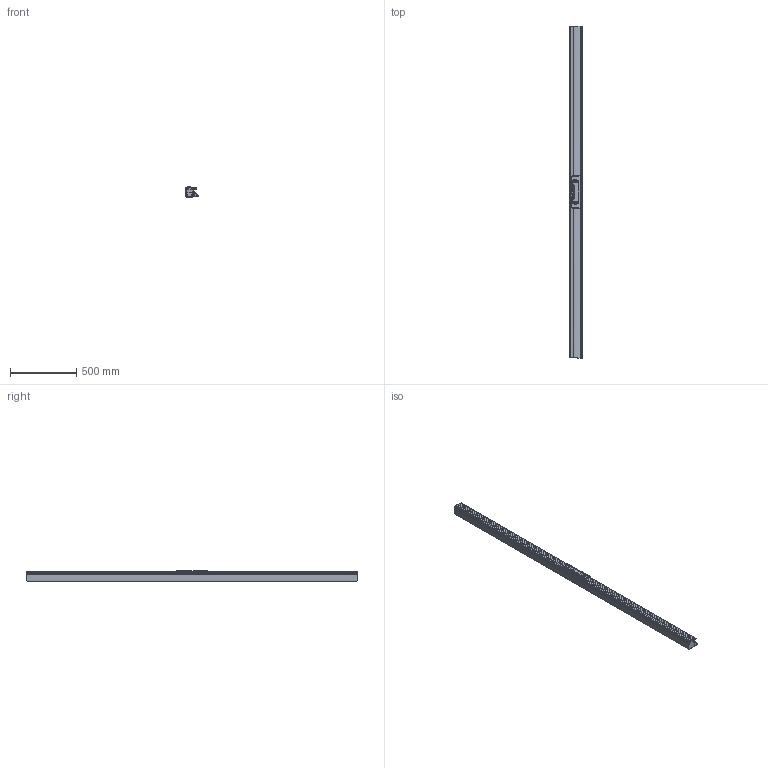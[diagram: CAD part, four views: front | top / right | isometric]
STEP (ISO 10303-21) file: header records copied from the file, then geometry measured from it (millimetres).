
FILE_DESCRIPTION (( 'STEP AP214' ), '1' );
FILE_NAME ('CPREG6250AS4_STPALL.STEP', '2023-06-07T14:01:01', ( '' ), ( '' ), 'SwSTEP 2.0', 'SolidWorks 2020', '' );
FILE_SCHEMA (( 'AUTOMOTIVE_DESIGN' ));
Length unit declared in the file: millimetre
Products named in the file (3): CPREG6250AS4_STPALL; CPREG6_250-EMLH-4_250-4; CPREG6_250-APH-4_250-4
Assembly tree (2 placements, depth 2):
  CPREG6250AS4_STPALL
    CPREG6_250-EMLH-4_250-4
    CPREG6_250-APH-4_250-4
Bounding box: 94.4 x 2506 x 76.7 mm (x, y, z)
Volume: 4257084.4 mm3; surface area: 2981595.1 mm2
Topology: 69 solids, 69 shells, 3823 faces, 10294 edges, 6623 vertices
Faces by surface type: plane 1583, cylinder 1150, cone 814, bspline 196, torus 80
Entity records: 186918 total; most frequent: CARTESIAN_POINT 48655, ORIENTED_EDGE 20556, DIRECTION 19632, EDGE_CURVE 10278, AXIS2_PLACEMENT_3D 7284, VERTEX_POINT 6623, VECTOR 5064, LINE 5064
